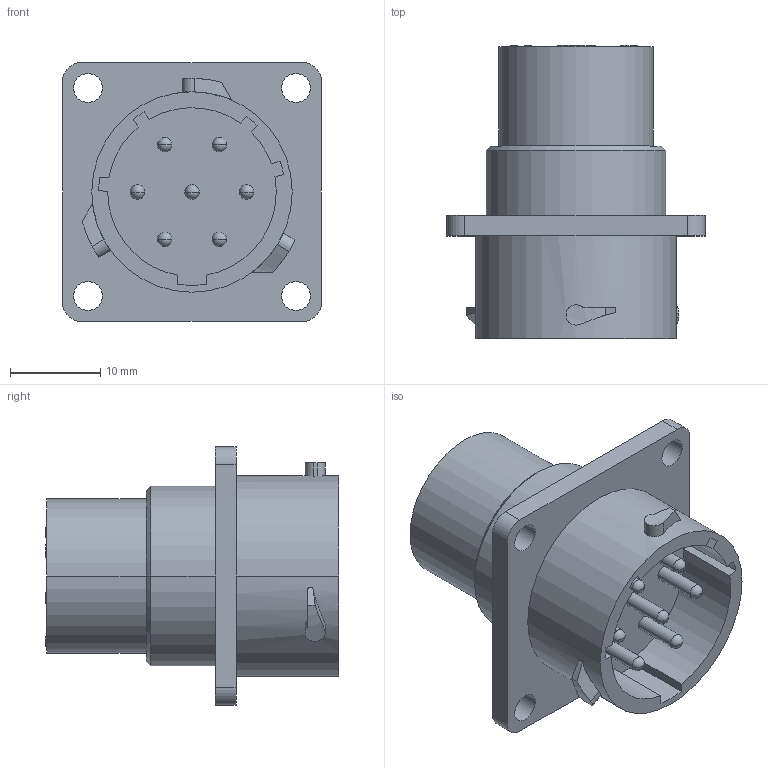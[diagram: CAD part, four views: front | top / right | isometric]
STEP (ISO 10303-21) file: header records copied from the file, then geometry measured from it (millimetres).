
FILE_DESCRIPTION((''),'2;1');
FILE_NAME('UTS0147P_SW0001','2010-09-17T',('amartin'),('SOURIAU'),'PRO/ENGINEER BY PARAMETRIC TECHNOLOGY CORPORATION, 2007390','PRO/ENGINEER BY PARAMETRIC TECHNOLOGY CORPORATION, 2007390','');
FILE_SCHEMA(('CONFIG_CONTROL_DESIGN'));
Length unit declared in the file: millimetre
Products named in the file (1): UTS0147P_SW0001
Bounding box: 28.6 x 32.45 x 28.6 mm (x, y, z)
Volume: 9069.9 mm3; surface area: 4588.2 mm2
Topology: 1 solids, 1 shells, 425 faces, 1154 edges, 757 vertices
Faces by surface type: plane 330, cylinder 61, extrusion 18, sphere 14, cone 2
Entity records: 14172 total; most frequent: CARTESIAN_POINT 3410, ORIENTED_EDGE 2280, DIRECTION 2062, EDGE_CURVE 1140, VECTOR 984, LINE 966, VERTEX_POINT 757, AXIS2_PLACEMENT_3D 539
